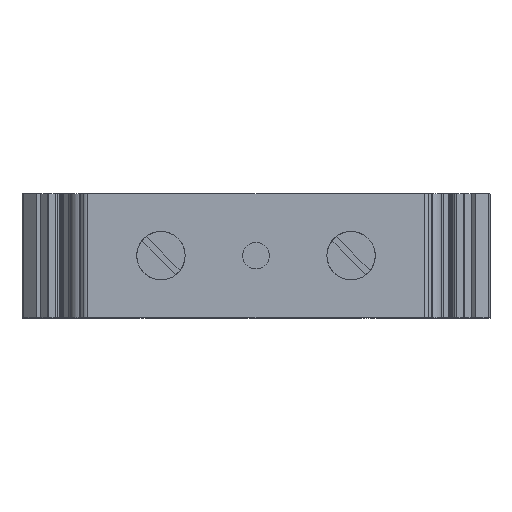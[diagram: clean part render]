
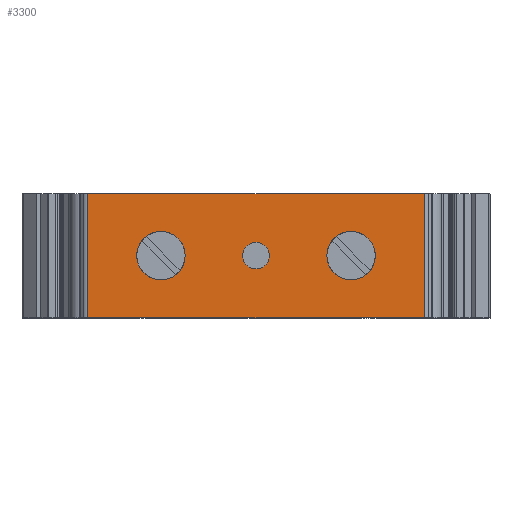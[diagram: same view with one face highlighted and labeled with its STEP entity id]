
A CAD part, top view. The second image highlights one B-rep face of the part: STEP entity #3300.
In plain terms, the highlighted planar face has unit normal (0, 0, 1).
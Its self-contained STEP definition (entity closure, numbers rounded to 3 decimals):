
#107 = VERTEX_POINT ( 'NONE', #5591 ) ;
#121 = AXIS2_PLACEMENT_3D ( 'NONE', #5542, #5567, #1680 ) ;
#142 = LINE ( 'NONE', #2302, #2906 ) ;
#145 = CARTESIAN_POINT ( 'NONE',  ( 10.25, -19.95, 63. ) ) ;
#199 = CIRCLE ( 'NONE', #2488, 4. ) ;
#207 = EDGE_LOOP ( 'NONE', ( #757, #3014 ) ) ;
#211 = DIRECTION ( 'NONE',  ( 0., 1., 0. ) ) ;
#223 = EDGE_CURVE ( 'NONE', #1577, #107, #574, .T. ) ;
#289 = CARTESIAN_POINT ( 'NONE',  ( 0., -45.536, 63. ) ) ;
#347 = ORIENTED_EDGE ( 'NONE', *, *, #2504, .T. ) ;
#412 = EDGE_CURVE ( 'NONE', #4653, #4100, #4508, .T. ) ;
#515 = CARTESIAN_POINT ( 'NONE',  ( 10.25, -33.45, 63. ) ) ;
#574 = CIRCLE ( 'NONE', #121, 2.2 ) ;
#576 = CARTESIAN_POINT ( 'NONE',  ( 10.25, -6.05, 63. ) ) ;
#595 = FACE_BOUND ( 'NONE', #2985, .T. ) ;
#597 = DIRECTION ( 'NONE',  ( 0., 1., 0. ) ) ;
#669 = ORIENTED_EDGE ( 'NONE', *, *, #3651, .F. ) ;
#699 = DIRECTION ( 'NONE',  ( 0., 0., -1. ) ) ;
#757 = ORIENTED_EDGE ( 'NONE', *, *, #2988, .T. ) ;
#797 = CIRCLE ( 'NONE', #4348, 4. ) ;
#887 = CARTESIAN_POINT ( 'NONE',  ( 0., 10.036, 63. ) ) ;
#983 = CARTESIAN_POINT ( 'NONE',  ( 10.25, 1.95, 63. ) ) ;
#1009 = DIRECTION ( 'NONE',  ( 0., 0., -1. ) ) ;
#1058 = VERTEX_POINT ( 'NONE', #3531 ) ;
#1090 = AXIS2_PLACEMENT_3D ( 'NONE', #4686, #5488, #211 ) ;
#1438 = DIRECTION ( 'NONE',  ( 0., 1., 0. ) ) ;
#1497 = EDGE_CURVE ( 'NONE', #1058, #4656, #199, .T. ) ;
#1550 = VERTEX_POINT ( 'NONE', #983 ) ;
#1577 = VERTEX_POINT ( 'NONE', #145 ) ;
#1680 = DIRECTION ( 'NONE',  ( 0., 1., 0. ) ) ;
#1720 = DIRECTION ( 'NONE',  ( 1., 0., 0. ) ) ;
#1782 = EDGE_LOOP ( 'NONE', ( #5055, #669, #2421, #3201 ) ) ;
#1808 = CARTESIAN_POINT ( 'NONE',  ( 10.25, -17.75, 63. ) ) ;
#2203 = ORIENTED_EDGE ( 'NONE', *, *, #223, .T. ) ;
#2213 = CIRCLE ( 'NONE', #5372, 4. ) ;
#2302 = CARTESIAN_POINT ( 'NONE',  ( 0., 10.036, 63. ) ) ;
#2351 = CIRCLE ( 'NONE', #5522, 2.2 ) ;
#2386 = CARTESIAN_POINT ( 'NONE',  ( 0., -37.446, 63. ) ) ;
#2421 = ORIENTED_EDGE ( 'NONE', *, *, #4513, .T. ) ;
#2488 = AXIS2_PLACEMENT_3D ( 'NONE', #515, #4006, #4939 ) ;
#2504 = EDGE_CURVE ( 'NONE', #4656, #1058, #2830, .T. ) ;
#2583 = EDGE_CURVE ( 'NONE', #5098, #4100, #4347, .T. ) ;
#2611 = ORIENTED_EDGE ( 'NONE', *, *, #1497, .T. ) ;
#2647 = CARTESIAN_POINT ( 'NONE',  ( 20.5, -37.446, 63. ) ) ;
#2724 = DIRECTION ( 'NONE',  ( 0., -1., 0. ) ) ;
#2830 = CIRCLE ( 'NONE', #1090, 4. ) ;
#2896 = CARTESIAN_POINT ( 'NONE',  ( 0., 10.036, 63. ) ) ;
#2906 = VECTOR ( 'NONE', #2724, 1000. ) ;
#2907 = DIRECTION ( 'NONE',  ( 0., 1., 0. ) ) ;
#2946 = VERTEX_POINT ( 'NONE', #576 ) ;
#2985 = EDGE_LOOP ( 'NONE', ( #5633, #2203 ) ) ;
#2988 = EDGE_CURVE ( 'NONE', #1550, #2946, #2213, .T. ) ;
#3014 = ORIENTED_EDGE ( 'NONE', *, *, #4501, .T. ) ;
#3072 = DIRECTION ( 'NONE',  ( 0., -1., 0. ) ) ;
#3147 = FACE_BOUND ( 'NONE', #207, .T. ) ;
#3201 = ORIENTED_EDGE ( 'NONE', *, *, #412, .T. ) ;
#3209 = CARTESIAN_POINT ( 'NONE',  ( 10.25, -2.05, 63. ) ) ;
#3237 = DIRECTION ( 'NONE',  ( 0., 1., 0. ) ) ;
#3282 = VECTOR ( 'NONE', #3072, 1000. ) ;
#3300 = ADVANCED_FACE ( 'NONE', ( #3147, #595, #4452, #3603 ), #3635, .T. ) ;
#3305 = CARTESIAN_POINT ( 'NONE',  ( 10.25, -2.05, 63. ) ) ;
#3407 = VERTEX_POINT ( 'NONE', #2896 ) ;
#3531 = CARTESIAN_POINT ( 'NONE',  ( 10.25, -37.45, 63. ) ) ;
#3603 = FACE_BOUND ( 'NONE', #5384, .T. ) ;
#3606 = DIRECTION ( 'NONE',  ( 0., 0., -1. ) ) ;
#3635 = PLANE ( 'NONE',  #5378 ) ;
#3638 = DIRECTION ( 'NONE',  ( 1., 0., 0. ) ) ;
#3651 = EDGE_CURVE ( 'NONE', #3407, #5098, #4782, .T. ) ;
#3854 = CARTESIAN_POINT ( 'NONE',  ( 20.5, 10.036, 63. ) ) ;
#4006 = DIRECTION ( 'NONE',  ( 0., 0., -1. ) ) ;
#4010 = CARTESIAN_POINT ( 'NONE',  ( 20.5, -45.536, 63. ) ) ;
#4100 = VERTEX_POINT ( 'NONE', #4010 ) ;
#4173 = CARTESIAN_POINT ( 'NONE',  ( 0., -45.536, 63. ) ) ;
#4347 = LINE ( 'NONE', #2647, #3282 ) ;
#4348 = AXIS2_PLACEMENT_3D ( 'NONE', #3209, #3606, #597 ) ;
#4452 = FACE_OUTER_BOUND ( 'NONE', #1782, .T. ) ;
#4501 = EDGE_CURVE ( 'NONE', #2946, #1550, #797, .T. ) ;
#4508 = LINE ( 'NONE', #4173, #5624 ) ;
#4513 = EDGE_CURVE ( 'NONE', #3407, #4653, #142, .T. ) ;
#4531 = DIRECTION ( 'NONE',  ( 0., 0., 1. ) ) ;
#4594 = VECTOR ( 'NONE', #1720, 1000. ) ;
#4653 = VERTEX_POINT ( 'NONE', #289 ) ;
#4656 = VERTEX_POINT ( 'NONE', #4700 ) ;
#4686 = CARTESIAN_POINT ( 'NONE',  ( 10.25, -33.45, 63. ) ) ;
#4700 = CARTESIAN_POINT ( 'NONE',  ( 10.25, -29.45, 63. ) ) ;
#4782 = LINE ( 'NONE', #887, #4594 ) ;
#4784 = EDGE_CURVE ( 'NONE', #107, #1577, #2351, .T. ) ;
#4939 = DIRECTION ( 'NONE',  ( 0., 1., 0. ) ) ;
#5055 = ORIENTED_EDGE ( 'NONE', *, *, #2583, .F. ) ;
#5098 = VERTEX_POINT ( 'NONE', #3854 ) ;
#5372 = AXIS2_PLACEMENT_3D ( 'NONE', #3305, #699, #2907 ) ;
#5378 = AXIS2_PLACEMENT_3D ( 'NONE', #2386, #4531, #3237 ) ;
#5384 = EDGE_LOOP ( 'NONE', ( #347, #2611 ) ) ;
#5488 = DIRECTION ( 'NONE',  ( 0., 0., -1. ) ) ;
#5522 = AXIS2_PLACEMENT_3D ( 'NONE', #1808, #1009, #1438 ) ;
#5542 = CARTESIAN_POINT ( 'NONE',  ( 10.25, -17.75, 63. ) ) ;
#5567 = DIRECTION ( 'NONE',  ( 0., 0., -1. ) ) ;
#5591 = CARTESIAN_POINT ( 'NONE',  ( 10.25, -15.55, 63. ) ) ;
#5624 = VECTOR ( 'NONE', #3638, 1000. ) ;
#5633 = ORIENTED_EDGE ( 'NONE', *, *, #4784, .T. ) ;
